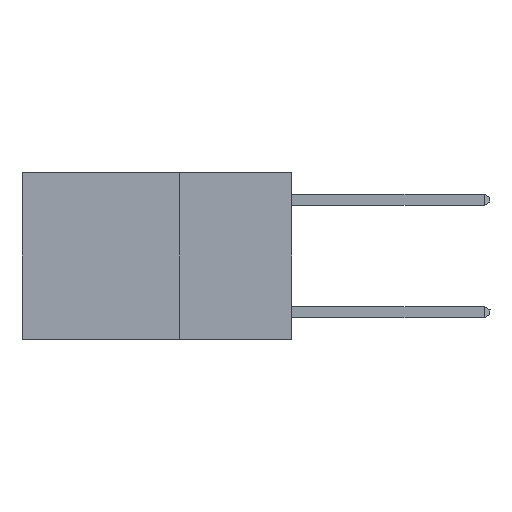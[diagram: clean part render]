
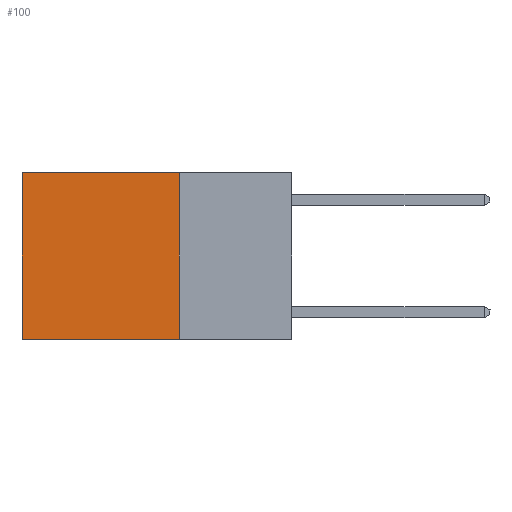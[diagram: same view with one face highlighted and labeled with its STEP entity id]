
A CAD part, left-side view. The second image highlights one B-rep face of the part: STEP entity #100.
In plain terms, the highlighted planar face has unit normal (-1, 0, 0).
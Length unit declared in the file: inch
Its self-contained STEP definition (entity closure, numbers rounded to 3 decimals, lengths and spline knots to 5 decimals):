
#100 = ADVANCED_FACE ( 'NONE', ( #6042 ), #8153, .F. ) ;
#113 = CARTESIAN_POINT ( 'NONE',  ( 0.2625, 0.6, 0. ) ) ;
#130 = ORIENTED_EDGE ( 'NONE', *, *, #11568, .T. ) ;
#410 = ORIENTED_EDGE ( 'NONE', *, *, #2329, .F. ) ;
#785 = ORIENTED_EDGE ( 'NONE', *, *, #4485, .F. ) ;
#1475 = CARTESIAN_POINT ( 'NONE',  ( 0.2625, 0.25, 0. ) ) ;
#1726 = DIRECTION ( 'NONE',  ( 1., 0., 0. ) ) ;
#1788 = VECTOR ( 'NONE', #10044, 39.37008 ) ;
#1950 = CARTESIAN_POINT ( 'NONE',  ( 0.2625, 0.6, 0. ) ) ;
#2329 = EDGE_CURVE ( 'NONE', #3021, #4815, #10624, .T. ) ;
#2341 = DIRECTION ( 'NONE',  ( 0., 1., 0. ) ) ;
#2522 = DIRECTION ( 'NONE',  ( 0., 1., 0. ) ) ;
#2859 = DIRECTION ( 'NONE',  ( 0., 0., -1. ) ) ;
#3021 = VERTEX_POINT ( 'NONE', #8863 ) ;
#3256 = VECTOR ( 'NONE', #2522, 39.37008 ) ;
#3537 = VERTEX_POINT ( 'NONE', #113 ) ;
#3903 = AXIS2_PLACEMENT_3D ( 'NONE', #10056, #1726, #8410 ) ;
#4059 = ORIENTED_EDGE ( 'NONE', *, *, #4662, .T. ) ;
#4485 = EDGE_CURVE ( 'NONE', #8049, #3021, #9079, .T. ) ;
#4662 = EDGE_CURVE ( 'NONE', #3537, #4815, #10133, .T. ) ;
#4815 = VERTEX_POINT ( 'NONE', #8399 ) ;
#6042 = FACE_OUTER_BOUND ( 'NONE', #8621, .T. ) ;
#6504 = LINE ( 'NONE', #1475, #8993 ) ;
#7285 = VECTOR ( 'NONE', #2859, 39.37008 ) ;
#8049 = VERTEX_POINT ( 'NONE', #9157 ) ;
#8153 = PLANE ( 'NONE',  #3903 ) ;
#8399 = CARTESIAN_POINT ( 'NONE',  ( 0.2625, 0.6, -0.37 ) ) ;
#8410 = DIRECTION ( 'NONE',  ( 0., 0., -1. ) ) ;
#8440 = CARTESIAN_POINT ( 'NONE',  ( 0.2625, 0.25, -0.37 ) ) ;
#8621 = EDGE_LOOP ( 'NONE', ( #4059, #410, #785, #130 ) ) ;
#8863 = CARTESIAN_POINT ( 'NONE',  ( 0.2625, 0.25, -0.37 ) ) ;
#8993 = VECTOR ( 'NONE', #2341, 39.37008 ) ;
#9068 = CARTESIAN_POINT ( 'NONE',  ( 0.2625, 0.25, 0. ) ) ;
#9079 = LINE ( 'NONE', #9068, #1788 ) ;
#9157 = CARTESIAN_POINT ( 'NONE',  ( 0.2625, 0.25, 0. ) ) ;
#10044 = DIRECTION ( 'NONE',  ( 0., 0., -1. ) ) ;
#10056 = CARTESIAN_POINT ( 'NONE',  ( 0.2625, 0.25, 0. ) ) ;
#10133 = LINE ( 'NONE', #1950, #7285 ) ;
#10624 = LINE ( 'NONE', #8440, #3256 ) ;
#11568 = EDGE_CURVE ( 'NONE', #8049, #3537, #6504, .T. ) ;
